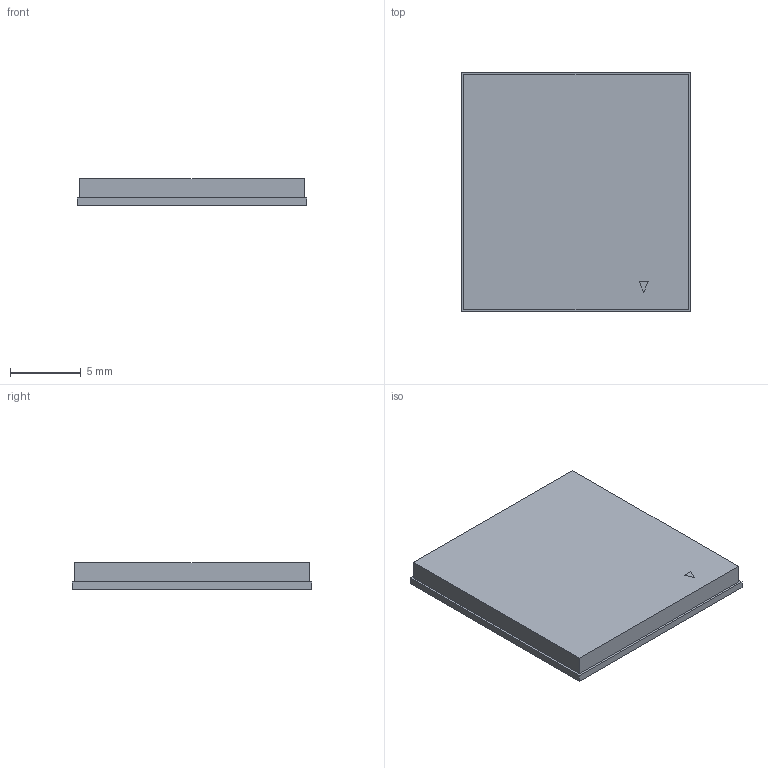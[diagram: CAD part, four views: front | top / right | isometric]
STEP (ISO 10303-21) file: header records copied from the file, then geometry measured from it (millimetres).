
FILE_DESCRIPTION(/* description */ ('Unknown'),/* implementation_level */ '2;1');
FILE_NAME(/* name */ 'AVR-IoT-Cellular-Mini',/* time_stamp */ '2024-07-28T22:24:02+07:00',/* author */ ('Unknown'),/* organization */ ('Unknown'),/* preprocessor_version */ 'ST-DEVELOPER v19.4',/* originating_system */ 'Solid Edge',/* authorisation */ 'Unknown');
FILE_SCHEMA (('AUTOMOTIVE_DESIGN {1 0 10303 214 3 1 1}'));
Length unit declared in the file: millimetre
Products named in the file (8): AVR-IoT-Cellular-Mini; U200; 1192099888; Extruded_4; 1192099728; Extruded_5; 1192099568; Extruded_6
Assembly tree (7 placements, depth 4):
  AVR-IoT-Cellular-Mini
    U200
      1192099888
        Extruded_4
      1192099728
        Extruded_5
      1192099568
        Extruded_6
Bounding box: 16.3 x 17 x 1.85 mm (x, y, z)
Volume: 497.1 mm3; surface area: 1207.2 mm2
Topology: 3 solids, 3 shells, 17 faces, 33 edges, 22 vertices
Faces by surface type: plane 17
Entity records: 606 total; most frequent: DIRECTION 83, CARTESIAN_POINT 80, ORIENTED_EDGE 66, EDGE_CURVE 33, LINE 33, VECTOR 33, AXIS2_PLACEMENT_3D 25, VERTEX_POINT 22
